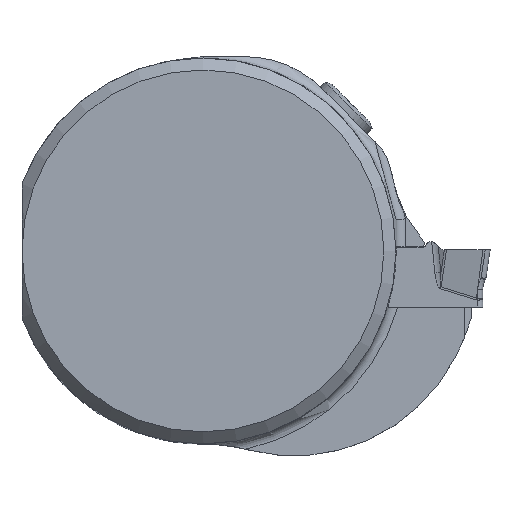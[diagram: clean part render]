
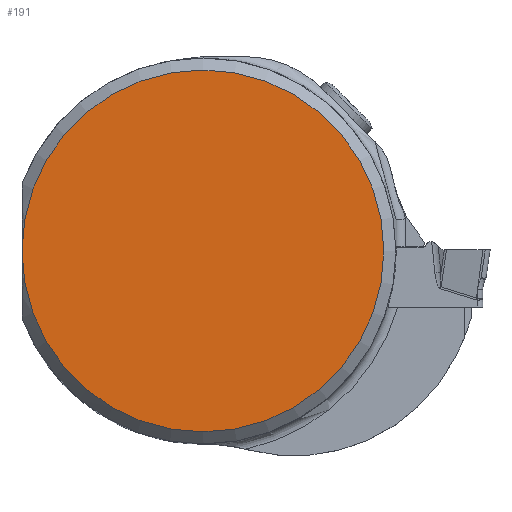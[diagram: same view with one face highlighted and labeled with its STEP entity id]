
A CAD part, top view. The second image highlights one B-rep face of the part: STEP entity #191.
In plain terms, the highlighted planar face has unit normal (0, 0, 1).
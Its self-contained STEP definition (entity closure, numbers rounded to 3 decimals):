
#191=ADVANCED_FACE('',(#375),#317,.F.);
#317=PLANE('',#2451);
#375=FACE_OUTER_BOUND('',#501,.T.);
#501=EDGE_LOOP('',(#868));
#768=CIRCLE('',#2448,15.);
#868=ORIENTED_EDGE('',*,*,#1744,.T.);
#1525=VERTEX_POINT('',#3312);
#1744=EDGE_CURVE('',#1525,#1525,#768,.T.);
#2448=AXIS2_PLACEMENT_3D('',#3313,#2691,#2692);
#2451=AXIS2_PLACEMENT_3D('',#3359,#2697,#2698);
#2691=DIRECTION('',(0.,0.,1.));
#2692=DIRECTION('',(1.,0.,0.));
#2697=DIRECTION('',(0.,0.,-1.));
#2698=DIRECTION('',(1.,0.,0.));
#3312=CARTESIAN_POINT('',(-15.,0.,0.325));
#3313=CARTESIAN_POINT('',(0.,0.,0.325));
#3359=CARTESIAN_POINT('',(0.,0.,0.325));
